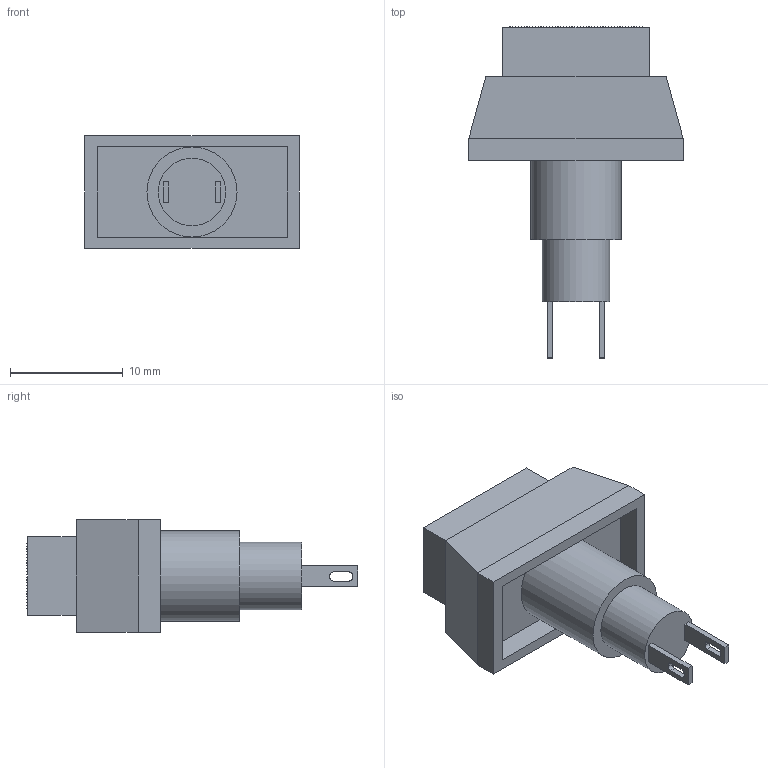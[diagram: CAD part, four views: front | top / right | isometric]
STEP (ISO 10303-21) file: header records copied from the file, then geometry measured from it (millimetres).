
FILE_DESCRIPTION(('FreeCAD Model'),'2;1');
FILE_NAME('Miyama DS-462 3.step','2019-04-25T20:47:28',(''),(''), 'Open CASCADE STEP processor 7.3','FreeCAD','Unknown');
FILE_SCHEMA(('AUTOMOTIVE_DESIGN { 1 0 10303 214 1 1 1 1 }'));
Length unit declared in the file: millimetre
Products named in the file (7): Cut002; Extrude005; Sweep; Cut001; Array; Extrude003; Cut
Bounding box: 19 x 29.45 x 10 mm (x, y, z)
Volume: 2039.3 mm3; surface area: 2934.7 mm2
Topology: 1159 solids, 1159 shells, 3517 faces, 3594 edges, 2396 vertices
Faces by surface type: plane 2355, cone 1152, cylinder 10
Full cylindrical faces by diameter (mm): 6 x1, 8 x1
Entity records: 73463 total; most frequent: DIRECTION 12954, CARTESIAN_POINT 9508, ORIENTED_EDGE 7188, AXIS2_PLACEMENT_3D 5842, EDGE_CURVE 3594, FACE_BOUND 3524, EDGE_LOOP 3524, ADVANCED_FACE 3517
